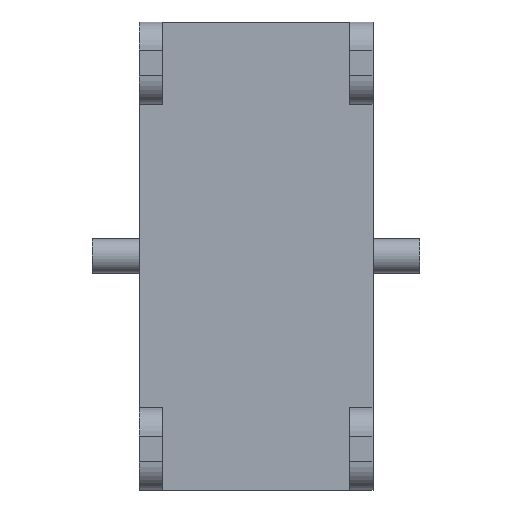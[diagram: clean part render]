
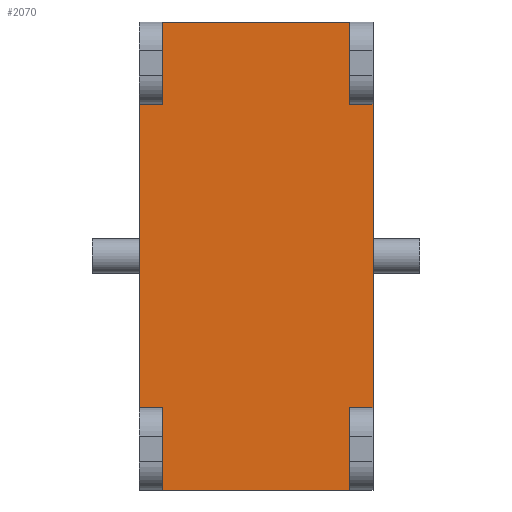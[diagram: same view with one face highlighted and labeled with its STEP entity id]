
A CAD part, left-side view. The second image highlights one B-rep face of the part: STEP entity #2070.
In plain terms, the highlighted planar face has unit normal (-1, 0, 0).
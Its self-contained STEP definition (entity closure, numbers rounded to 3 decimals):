
#345=LINE('',#3453,#560);
#346=LINE('',#3456,#561);
#347=LINE('',#3458,#562);
#348=LINE('',#3460,#563);
#349=LINE('',#3462,#564);
#350=LINE('',#3464,#565);
#351=LINE('',#3466,#566);
#352=LINE('',#3468,#567);
#353=LINE('',#3470,#568);
#354=LINE('',#3472,#569);
#355=LINE('',#3474,#570);
#356=LINE('',#3476,#571);
#560=VECTOR('',#2837,1000.);
#561=VECTOR('',#2838,1000.);
#562=VECTOR('',#2839,1000.);
#563=VECTOR('',#2840,1000.);
#564=VECTOR('',#2841,1000.);
#565=VECTOR('',#2842,1000.);
#566=VECTOR('',#2843,1000.);
#567=VECTOR('',#2844,1000.);
#568=VECTOR('',#2845,1000.);
#569=VECTOR('',#2846,1000.);
#570=VECTOR('',#2847,1000.);
#571=VECTOR('',#2848,1000.);
#951=PLANE('',#2374);
#1201=ORIENTED_EDGE('',*,*,#1507,.F.);
#1202=ORIENTED_EDGE('',*,*,#1508,.F.);
#1203=ORIENTED_EDGE('',*,*,#1509,.T.);
#1204=ORIENTED_EDGE('',*,*,#1510,.T.);
#1205=ORIENTED_EDGE('',*,*,#1511,.F.);
#1206=ORIENTED_EDGE('',*,*,#1512,.T.);
#1207=ORIENTED_EDGE('',*,*,#1513,.T.);
#1208=ORIENTED_EDGE('',*,*,#1514,.T.);
#1209=ORIENTED_EDGE('',*,*,#1515,.F.);
#1210=ORIENTED_EDGE('',*,*,#1516,.T.);
#1211=ORIENTED_EDGE('',*,*,#1517,.T.);
#1212=ORIENTED_EDGE('',*,*,#1518,.F.);
#1507=EDGE_CURVE('',#1681,#1682,#345,.T.);
#1508=EDGE_CURVE('',#1683,#1681,#346,.T.);
#1509=EDGE_CURVE('',#1683,#1684,#347,.T.);
#1510=EDGE_CURVE('',#1684,#1685,#348,.T.);
#1511=EDGE_CURVE('',#1686,#1685,#349,.T.);
#1512=EDGE_CURVE('',#1686,#1687,#350,.T.);
#1513=EDGE_CURVE('',#1687,#1688,#351,.T.);
#1514=EDGE_CURVE('',#1688,#1689,#352,.T.);
#1515=EDGE_CURVE('',#1690,#1689,#353,.T.);
#1516=EDGE_CURVE('',#1690,#1691,#354,.T.);
#1517=EDGE_CURVE('',#1691,#1692,#355,.T.);
#1518=EDGE_CURVE('',#1682,#1692,#356,.T.);
#1681=VERTEX_POINT('',#3454);
#1682=VERTEX_POINT('',#3455);
#1683=VERTEX_POINT('',#3457);
#1684=VERTEX_POINT('',#3459);
#1685=VERTEX_POINT('',#3461);
#1686=VERTEX_POINT('',#3463);
#1687=VERTEX_POINT('',#3465);
#1688=VERTEX_POINT('',#3467);
#1689=VERTEX_POINT('',#3469);
#1690=VERTEX_POINT('',#3471);
#1691=VERTEX_POINT('',#3473);
#1692=VERTEX_POINT('',#3475);
#1856=EDGE_LOOP('',(#1201,#1202,#1203,#1204,#1205,#1206,#1207,#1208,#1209,
#1210,#1211,#1212));
#1960=FACE_BOUND('',#1856,.T.);
#2070=ADVANCED_FACE('',(#1960),#951,.T.);
#2374=AXIS2_PLACEMENT_3D('',#3452,#2835,#2836);
#2835=DIRECTION('',(-1.,0.,0.));
#2836=DIRECTION('',(0.,-1.,0.));
#2837=DIRECTION('',(0.,1.,0.));
#2838=DIRECTION('',(0.,0.,1.));
#2839=DIRECTION('',(0.,-1.,0.));
#2840=DIRECTION('',(0.,0.,1.));
#2841=DIRECTION('',(0.,1.,0.));
#2842=DIRECTION('',(0.,0.,1.));
#2843=DIRECTION('',(0.,1.,0.));
#2844=DIRECTION('',(0.,0.,1.));
#2845=DIRECTION('',(0.,-1.,0.));
#2846=DIRECTION('',(0.,0.,-1.));
#2847=DIRECTION('',(0.,1.,0.));
#2848=DIRECTION('',(0.,0.,1.));
#3452=CARTESIAN_POINT('',(-20.,50.,0.));
#3453=CARTESIAN_POINT('',(-20.,40.,35.052));
#3454=CARTESIAN_POINT('',(-20.,40.,35.052));
#3455=CARTESIAN_POINT('',(-20.,50.,35.052));
#3456=CARTESIAN_POINT('',(-20.,40.,0.));
#3457=CARTESIAN_POINT('',(-20.,40.,0.));
#3458=CARTESIAN_POINT('',(-20.,50.,0.));
#3459=CARTESIAN_POINT('',(-20.,-40.,0.));
#3460=CARTESIAN_POINT('',(-20.,-40.,0.));
#3461=CARTESIAN_POINT('',(-20.,-40.,35.052));
#3462=CARTESIAN_POINT('',(-20.,-50.,35.052));
#3463=CARTESIAN_POINT('',(-20.,-50.,35.052));
#3464=CARTESIAN_POINT('',(-20.,-50.,0.));
#3465=CARTESIAN_POINT('',(-20.,-50.,164.948));
#3466=CARTESIAN_POINT('',(-20.,-50.,164.948));
#3467=CARTESIAN_POINT('',(-20.,-40.,164.948));
#3468=CARTESIAN_POINT('',(-20.,-40.,164.948));
#3469=CARTESIAN_POINT('',(-20.,-40.,200.));
#3470=CARTESIAN_POINT('',(-20.,50.,200.));
#3471=CARTESIAN_POINT('',(-20.,40.,200.));
#3472=CARTESIAN_POINT('',(-20.,40.,200.));
#3473=CARTESIAN_POINT('',(-20.,40.,164.948));
#3474=CARTESIAN_POINT('',(-20.,40.,164.948));
#3475=CARTESIAN_POINT('',(-20.,50.,164.948));
#3476=CARTESIAN_POINT('',(-20.,50.,0.));
